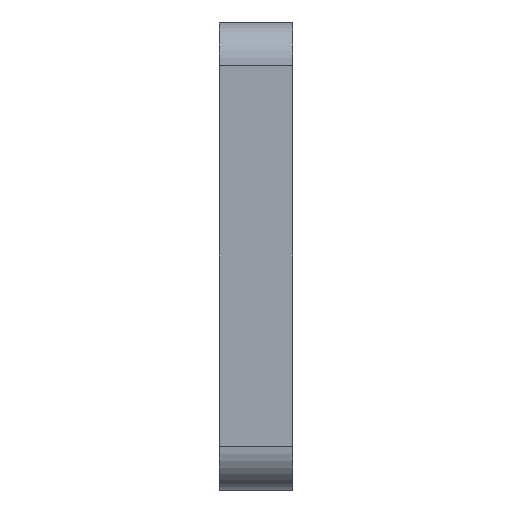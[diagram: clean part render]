
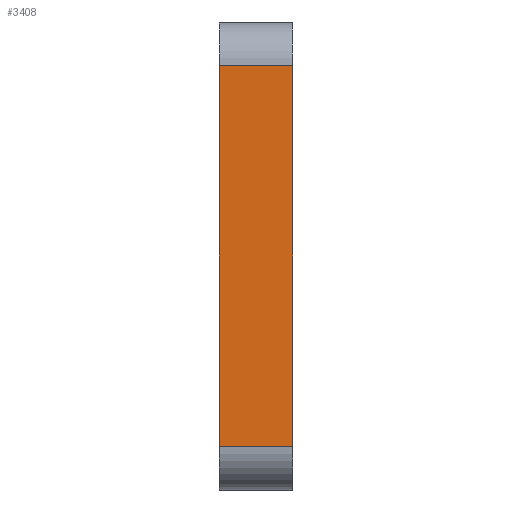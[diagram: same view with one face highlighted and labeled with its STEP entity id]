
A CAD part, left-side view. The second image highlights one B-rep face of the part: STEP entity #3408.
In plain terms, the highlighted planar face has unit normal (-1, 0, 0).
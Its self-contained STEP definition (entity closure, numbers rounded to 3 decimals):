
#309=FACE_OUTER_BOUND('',#505,.T.);
#505=EDGE_LOOP('',(#3047,#3048,#3049,#3050));
#914=LINE('',#5842,#1250);
#927=LINE('',#5887,#1263);
#959=LINE('',#5983,#1295);
#964=LINE('',#5994,#1300);
#1250=VECTOR('',#4041,10.);
#1263=VECTOR('',#4078,10.);
#1295=VECTOR('',#4174,10.);
#1300=VECTOR('',#4191,10.);
#1587=VERTEX_POINT('',#5839);
#1588=VERTEX_POINT('',#5841);
#1607=VERTEX_POINT('',#5884);
#1608=VERTEX_POINT('',#5886);
#2045=EDGE_CURVE('',#1588,#1587,#914,.T.);
#2067=EDGE_CURVE('',#1607,#1608,#927,.T.);
#2117=EDGE_CURVE('',#1588,#1607,#959,.T.);
#2122=EDGE_CURVE('',#1608,#1587,#964,.T.);
#3047=ORIENTED_EDGE('',*,*,#2117,.F.);
#3048=ORIENTED_EDGE('',*,*,#2045,.T.);
#3049=ORIENTED_EDGE('',*,*,#2122,.F.);
#3050=ORIENTED_EDGE('',*,*,#2067,.F.);
#3234=PLANE('',#3584);
#3408=ADVANCED_FACE('',(#309),#3234,.T.);
#3584=AXIS2_PLACEMENT_3D('',#5995,#4192,#4193);
#4041=DIRECTION('',(0.,0.,1.));
#4078=DIRECTION('',(0.,0.,1.));
#4174=DIRECTION('',(0.,1.,0.));
#4191=DIRECTION('',(0.,-1.,0.));
#4192=DIRECTION('center_axis',(-1.,0.,0.));
#4193=DIRECTION('ref_axis',(0.,0.,1.));
#5839=CARTESIAN_POINT('',(-125.,0.,-3.));
#5841=CARTESIAN_POINT('',(-125.,0.,-29.));
#5842=CARTESIAN_POINT('',(-125.,0.,-32.));
#5884=CARTESIAN_POINT('',(-125.,5.,-29.));
#5886=CARTESIAN_POINT('',(-125.,5.,-3.));
#5887=CARTESIAN_POINT('',(-125.,5.,-32.));
#5983=CARTESIAN_POINT('',(-125.,0.,-29.));
#5994=CARTESIAN_POINT('',(-125.,0.,-3.));
#5995=CARTESIAN_POINT('Origin',(-125.,0.,-32.));
